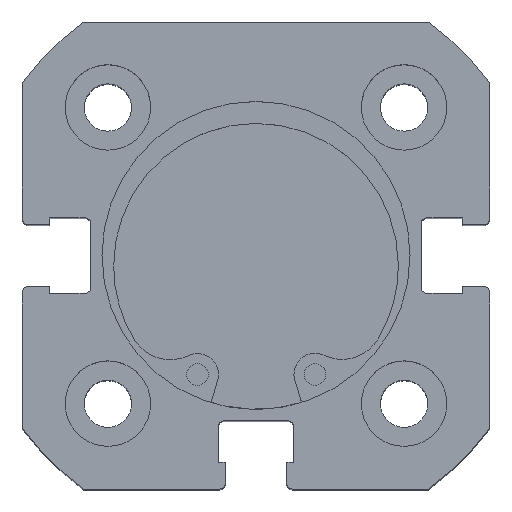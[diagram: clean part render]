
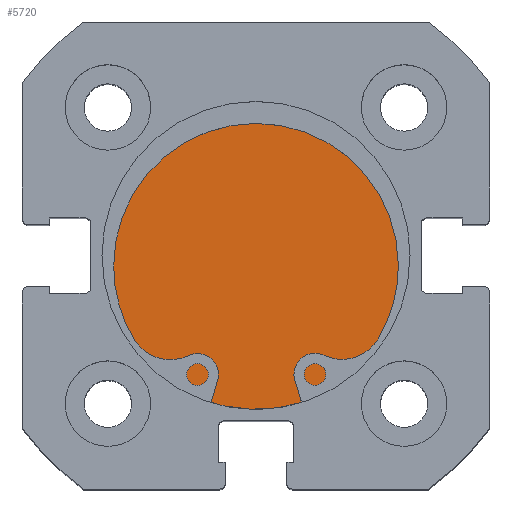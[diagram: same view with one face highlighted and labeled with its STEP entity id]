
A CAD part, top view. The second image highlights one B-rep face of the part: STEP entity #5720.
In plain terms, the highlighted face is planar.
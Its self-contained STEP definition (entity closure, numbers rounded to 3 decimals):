
#711 = ORIENTED_EDGE ( 'NONE', *, *, #1607, .F. ) ;
#712 = ORIENTED_EDGE ( 'NONE', *, *, #3840, .F. ) ;
#995 = CIRCLE ( 'NONE', #1692, 13.5 ) ;
#1607 = EDGE_CURVE ( 'NONE', #5339, #2830, #995, .T. ) ;
#1692 = AXIS2_PLACEMENT_3D ( 'NONE', #5259, #5257, #5256 ) ;
#1956 = AXIS2_PLACEMENT_3D ( 'NONE', #4069, #4070, #4067 ) ;
#1976 = AXIS2_PLACEMENT_3D ( 'NONE', #3341, #3342, #3343 ) ;
#2830 = VERTEX_POINT ( 'NONE', #4081 ) ;
#2975 = CIRCLE ( 'NONE', #1956, 13.5 ) ;
#3022 = FACE_OUTER_BOUND ( 'NONE', #5400, .T. ) ;
#3339 = PLANE ( 'NONE',  #1976 ) ;
#3341 = CARTESIAN_POINT ( 'NONE',  ( 6., 13.5, 0. ) ) ;
#3342 = DIRECTION ( 'NONE',  ( -1., 0., 0. ) ) ;
#3343 = DIRECTION ( 'NONE',  ( 0., 0., 1. ) ) ;
#3840 = EDGE_CURVE ( 'NONE', #2830, #5339, #2975, .T. ) ;
#3922 = CARTESIAN_POINT ( 'NONE',  ( 6., 0., -13.5 ) ) ;
#4067 = DIRECTION ( 'NONE',  ( 0., 0., 1. ) ) ;
#4069 = CARTESIAN_POINT ( 'NONE',  ( 6., 0., 0. ) ) ;
#4070 = DIRECTION ( 'NONE',  ( -1., 0., 0. ) ) ;
#4081 = CARTESIAN_POINT ( 'NONE',  ( 6., 0., 13.5 ) ) ;
#5256 = DIRECTION ( 'NONE',  ( 0., 0., 1. ) ) ;
#5257 = DIRECTION ( 'NONE',  ( -1., 0., 0. ) ) ;
#5259 = CARTESIAN_POINT ( 'NONE',  ( 6., 0., 0. ) ) ;
#5339 = VERTEX_POINT ( 'NONE', #3922 ) ;
#5400 = EDGE_LOOP ( 'NONE', ( #712, #711 ) ) ;
#5720 = ADVANCED_FACE ( 'NONE', ( #3022 ), #3339, .F. ) ;
